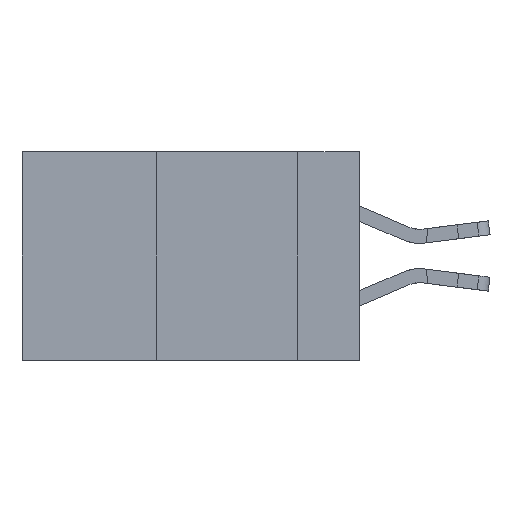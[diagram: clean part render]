
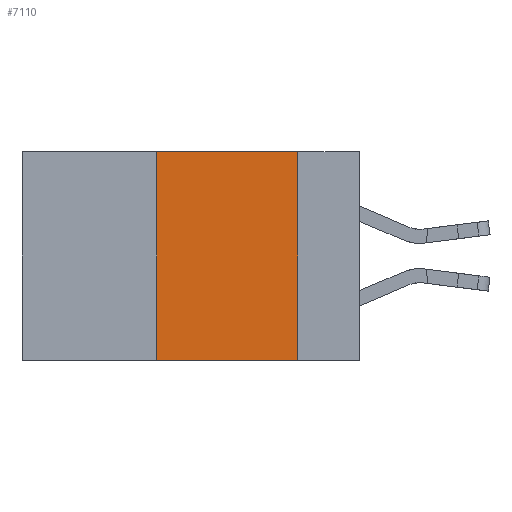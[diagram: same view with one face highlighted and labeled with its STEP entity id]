
A CAD part, left-side view. The second image highlights one B-rep face of the part: STEP entity #7110.
In plain terms, the highlighted planar face has unit normal (-1, 0, 0).
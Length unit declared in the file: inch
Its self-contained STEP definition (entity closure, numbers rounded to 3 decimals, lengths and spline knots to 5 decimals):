
#36 = LINE ( 'NONE', #21197, #23128 ) ;
#1238 = VERTEX_POINT ( 'NONE', #21332 ) ;
#2520 = CARTESIAN_POINT ( 'NONE',  ( 0., 0.6, -0.37 ) ) ;
#2604 = EDGE_LOOP ( 'NONE', ( #16185, #19815, #21208, #16900 ) ) ;
#4535 = VERTEX_POINT ( 'NONE', #17010 ) ;
#5485 = DIRECTION ( 'NONE',  ( 0., 0., 1. ) ) ;
#5876 = PLANE ( 'NONE',  #17446 ) ;
#6182 = LINE ( 'NONE', #19789, #15205 ) ;
#6224 = CARTESIAN_POINT ( 'NONE',  ( 0., 0.36, 0. ) ) ;
#7110 = ADVANCED_FACE ( 'NONE', ( #13186 ), #5876, .F. ) ;
#7744 = DIRECTION ( 'NONE',  ( 0., 0., -1. ) ) ;
#8727 = DIRECTION ( 'NONE',  ( 0., -1., 0. ) ) ;
#8747 = EDGE_CURVE ( 'NONE', #12700, #21336, #36, .T. ) ;
#10223 = DIRECTION ( 'NONE',  ( 0., 0., -1. ) ) ;
#11190 = CARTESIAN_POINT ( 'NONE',  ( 0., 0.11, 0. ) ) ;
#11285 = CARTESIAN_POINT ( 'NONE',  ( 0., 0.6, 0. ) ) ;
#12200 = EDGE_CURVE ( 'NONE', #4535, #12700, #6182, .T. ) ;
#12700 = VERTEX_POINT ( 'NONE', #6224 ) ;
#12703 = VECTOR ( 'NONE', #10223, 39.37008 ) ;
#13186 = FACE_OUTER_BOUND ( 'NONE', #2604, .T. ) ;
#15205 = VECTOR ( 'NONE', #5485, 39.37008 ) ;
#15586 = CARTESIAN_POINT ( 'NONE',  ( 0., 0.11, 0. ) ) ;
#16185 = ORIENTED_EDGE ( 'NONE', *, *, #20484, .F. ) ;
#16384 = EDGE_CURVE ( 'NONE', #4535, #1238, #18651, .T. ) ;
#16900 = ORIENTED_EDGE ( 'NONE', *, *, #16384, .T. ) ;
#17010 = CARTESIAN_POINT ( 'NONE',  ( 0., 0.36, -0.37 ) ) ;
#17090 = DIRECTION ( 'NONE',  ( 0., -1., 0. ) ) ;
#17446 = AXIS2_PLACEMENT_3D ( 'NONE', #11285, #18433, #7744 ) ;
#17989 = LINE ( 'NONE', #15586, #12703 ) ;
#18078 = VECTOR ( 'NONE', #17090, 39.37008 ) ;
#18433 = DIRECTION ( 'NONE',  ( 1., 0., 0. ) ) ;
#18651 = LINE ( 'NONE', #2520, #18078 ) ;
#19789 = CARTESIAN_POINT ( 'NONE',  ( 0., 0.36, 0. ) ) ;
#19815 = ORIENTED_EDGE ( 'NONE', *, *, #8747, .F. ) ;
#20484 = EDGE_CURVE ( 'NONE', #21336, #1238, #17989, .T. ) ;
#21197 = CARTESIAN_POINT ( 'NONE',  ( 0., 0.6, 0. ) ) ;
#21208 = ORIENTED_EDGE ( 'NONE', *, *, #12200, .F. ) ;
#21332 = CARTESIAN_POINT ( 'NONE',  ( 0., 0.11, -0.37 ) ) ;
#21336 = VERTEX_POINT ( 'NONE', #11190 ) ;
#23128 = VECTOR ( 'NONE', #8727, 39.37008 ) ;
